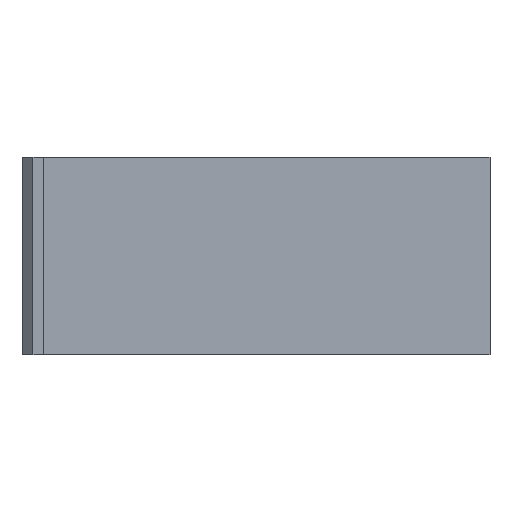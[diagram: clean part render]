
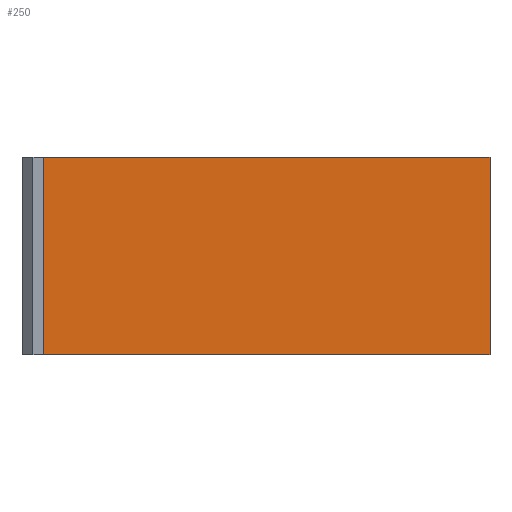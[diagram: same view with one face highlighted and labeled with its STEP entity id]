
A CAD part, left-side view. The second image highlights one B-rep face of the part: STEP entity #250.
In plain terms, the highlighted planar face has unit normal (-1, 0, 0).
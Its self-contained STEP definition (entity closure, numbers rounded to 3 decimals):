
#24 = VERTEX_POINT('',#25);
#25 = CARTESIAN_POINT('',(-15.6,-22.7,0.));
#57 = VERTEX_POINT('',#58);
#58 = CARTESIAN_POINT('',(-15.6,-22.7,18.));
#64 = EDGE_CURVE('',#24,#57,#65,.T.);
#65 = LINE('',#66,#67);
#66 = CARTESIAN_POINT('',(-15.6,-22.7,0.));
#67 = VECTOR('',#68,1.);
#68 = DIRECTION('',(0.,0.,1.));
#135 = VERTEX_POINT('',#136);
#136 = CARTESIAN_POINT('',(-15.6,18.,0.));
#142 = EDGE_CURVE('',#24,#135,#143,.T.);
#143 = LINE('',#144,#145);
#144 = CARTESIAN_POINT('',(-15.6,-22.7,0.));
#145 = VECTOR('',#146,1.);
#146 = DIRECTION('',(0.,1.,0.));
#250 = ADVANCED_FACE('',(#251),#269,.T.);
#251 = FACE_BOUND('',#252,.T.);
#252 = EDGE_LOOP('',(#253,#254,#262,#268));
#253 = ORIENTED_EDGE('',*,*,#64,.T.);
#254 = ORIENTED_EDGE('',*,*,#255,.F.);
#255 = EDGE_CURVE('',#256,#57,#258,.T.);
#256 = VERTEX_POINT('',#257);
#257 = CARTESIAN_POINT('',(-15.6,18.,18.));
#258 = LINE('',#259,#260);
#259 = CARTESIAN_POINT('',(-15.6,18.,18.));
#260 = VECTOR('',#261,1.);
#261 = DIRECTION('',(0.,-1.,0.));
#262 = ORIENTED_EDGE('',*,*,#263,.F.);
#263 = EDGE_CURVE('',#135,#256,#264,.T.);
#264 = LINE('',#265,#266);
#265 = CARTESIAN_POINT('',(-15.6,18.,0.));
#266 = VECTOR('',#267,1.);
#267 = DIRECTION('',(0.,0.,1.));
#268 = ORIENTED_EDGE('',*,*,#142,.F.);
#269 = PLANE('',#270);
#270 = AXIS2_PLACEMENT_3D('',#271,#272,#273);
#271 = CARTESIAN_POINT('',(-15.6,-2.35,9.));
#272 = DIRECTION('',(-1.,-0.,-0.));
#273 = DIRECTION('',(0.,0.,-1.));
